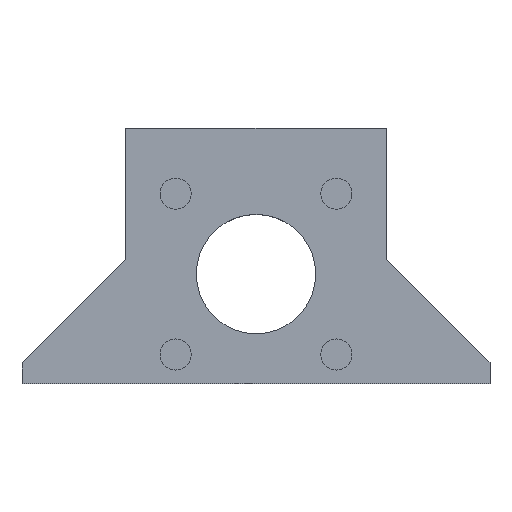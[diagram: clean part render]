
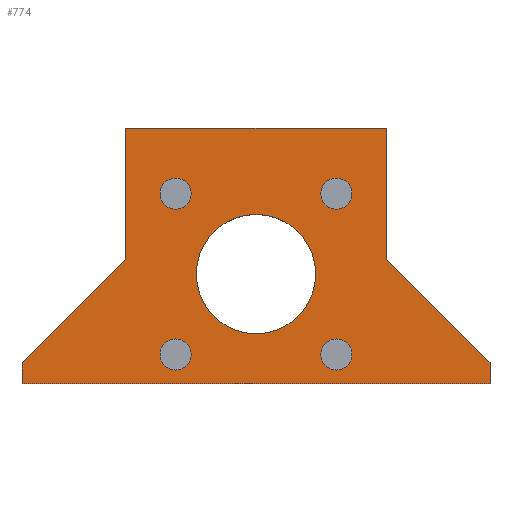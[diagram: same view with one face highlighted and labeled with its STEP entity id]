
A CAD part, top view. The second image highlights one B-rep face of the part: STEP entity #774.
In plain terms, the highlighted planar face has unit normal (0, 0, 1).
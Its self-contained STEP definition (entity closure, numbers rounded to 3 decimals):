
#32=FACE_BOUND('',#163,.T.);
#33=FACE_BOUND('',#164,.T.);
#34=FACE_BOUND('',#165,.T.);
#35=FACE_BOUND('',#166,.T.);
#36=FACE_BOUND('',#167,.T.);
#45=CIRCLE('',#810,11.5);
#62=CIRCLE('',#842,3.);
#64=CIRCLE('',#846,3.);
#66=CIRCLE('',#850,3.);
#68=CIRCLE('',#854,3.);
#111=FACE_OUTER_BOUND('',#162,.T.);
#162=EDGE_LOOP('',(#643,#644,#645,#646,#647,#648,#649,#650));
#163=EDGE_LOOP('',(#651));
#164=EDGE_LOOP('',(#652));
#165=EDGE_LOOP('',(#653));
#166=EDGE_LOOP('',(#654));
#167=EDGE_LOOP('',(#655));
#202=LINE('',#1139,#277);
#214=LINE('',#1166,#289);
#218=LINE('',#1175,#293);
#239=LINE('',#1275,#314);
#242=LINE('',#1281,#317);
#243=LINE('',#1284,#318);
#246=LINE('',#1289,#321);
#247=LINE('',#1290,#322);
#277=VECTOR('',#905,10.);
#289=VECTOR('',#927,10.);
#293=VECTOR('',#935,10.);
#314=VECTOR('',#1058,10.);
#317=VECTOR('',#1063,10.);
#318=VECTOR('',#1066,10.);
#321=VECTOR('',#1071,10.);
#322=VECTOR('',#1072,10.);
#347=VERTEX_POINT('',#1136);
#348=VERTEX_POINT('',#1138);
#358=VERTEX_POINT('',#1165);
#360=VERTEX_POINT('',#1173);
#361=VERTEX_POINT('',#1174);
#363=VERTEX_POINT('',#1183);
#380=VERTEX_POINT('',#1241);
#382=VERTEX_POINT('',#1248);
#384=VERTEX_POINT('',#1255);
#386=VERTEX_POINT('',#1262);
#389=VERTEX_POINT('',#1273);
#391=VERTEX_POINT('',#1279);
#392=VERTEX_POINT('',#1283);
#418=EDGE_CURVE('',#348,#347,#202,.T.);
#431=EDGE_CURVE('',#358,#347,#214,.T.);
#435=EDGE_CURVE('',#360,#361,#218,.T.);
#440=EDGE_CURVE('',#363,#363,#45,.T.);
#466=EDGE_CURVE('',#380,#380,#62,.T.);
#469=EDGE_CURVE('',#382,#382,#64,.T.);
#472=EDGE_CURVE('',#384,#384,#66,.T.);
#475=EDGE_CURVE('',#386,#386,#68,.T.);
#481=EDGE_CURVE('',#360,#389,#239,.T.);
#484=EDGE_CURVE('',#358,#391,#242,.T.);
#485=EDGE_CURVE('',#392,#361,#243,.T.);
#488=EDGE_CURVE('',#391,#392,#246,.T.);
#489=EDGE_CURVE('',#389,#348,#247,.T.);
#643=ORIENTED_EDGE('',*,*,#418,.T.);
#644=ORIENTED_EDGE('',*,*,#431,.F.);
#645=ORIENTED_EDGE('',*,*,#484,.T.);
#646=ORIENTED_EDGE('',*,*,#488,.T.);
#647=ORIENTED_EDGE('',*,*,#485,.T.);
#648=ORIENTED_EDGE('',*,*,#435,.F.);
#649=ORIENTED_EDGE('',*,*,#481,.T.);
#650=ORIENTED_EDGE('',*,*,#489,.T.);
#651=ORIENTED_EDGE('',*,*,#440,.T.);
#652=ORIENTED_EDGE('',*,*,#466,.T.);
#653=ORIENTED_EDGE('',*,*,#469,.T.);
#654=ORIENTED_EDGE('',*,*,#472,.T.);
#655=ORIENTED_EDGE('',*,*,#475,.T.);
#727=PLANE('',#861);
#774=ADVANCED_FACE('',(#111,#32,#33,#34,#35,#36),#727,.T.);
#810=AXIS2_PLACEMENT_3D('',#1184,#944,#945);
#842=AXIS2_PLACEMENT_3D('',#1242,#1017,#1018);
#846=AXIS2_PLACEMENT_3D('',#1249,#1026,#1027);
#850=AXIS2_PLACEMENT_3D('',#1256,#1035,#1036);
#854=AXIS2_PLACEMENT_3D('',#1263,#1044,#1045);
#861=AXIS2_PLACEMENT_3D('',#1288,#1069,#1070);
#905=DIRECTION('',(0.,-1.,0.));
#927=DIRECTION('',(0.707,0.707,0.));
#935=DIRECTION('',(0.707,-0.707,0.));
#944=DIRECTION('center_axis',(0.,0.,-1.));
#945=DIRECTION('ref_axis',(-1.,0.,0.));
#1017=DIRECTION('center_axis',(0.,0.,-1.));
#1018=DIRECTION('ref_axis',(-1.,0.,0.));
#1026=DIRECTION('center_axis',(0.,0.,-1.));
#1027=DIRECTION('ref_axis',(-1.,0.,0.));
#1035=DIRECTION('center_axis',(0.,0.,-1.));
#1036=DIRECTION('ref_axis',(-1.,0.,0.));
#1044=DIRECTION('center_axis',(0.,0.,-1.));
#1045=DIRECTION('ref_axis',(-1.,0.,0.));
#1058=DIRECTION('',(0.,1.,0.));
#1063=DIRECTION('',(0.,-1.,0.));
#1066=DIRECTION('',(0.,1.,0.));
#1069=DIRECTION('center_axis',(0.,0.,1.));
#1070=DIRECTION('ref_axis',(1.,0.,0.));
#1071=DIRECTION('',(1.,0.,0.));
#1072=DIRECTION('',(-1.,0.,0.));
#1136=CARTESIAN_POINT('',(-25.1,-0.6,20.));
#1138=CARTESIAN_POINT('',(-25.1,24.6,20.));
#1139=CARTESIAN_POINT('',(-25.1,12.3,20.));
#1165=CARTESIAN_POINT('',(-45.1,-20.6,20.));
#1166=CARTESIAN_POINT('',(-45.1,-20.6,20.));
#1173=CARTESIAN_POINT('',(25.1,-0.6,20.));
#1174=CARTESIAN_POINT('',(45.1,-20.6,20.));
#1175=CARTESIAN_POINT('',(25.1,-0.6,20.));
#1183=CARTESIAN_POINT('',(11.5,-3.5,20.));
#1184=CARTESIAN_POINT('Origin',(0.,-3.5,20.));
#1241=CARTESIAN_POINT('',(-12.5,12.,20.));
#1242=CARTESIAN_POINT('Origin',(-15.5,12.,20.));
#1248=CARTESIAN_POINT('',(18.5,-19.,20.));
#1249=CARTESIAN_POINT('Origin',(15.5,-19.,20.));
#1255=CARTESIAN_POINT('',(-12.5,-19.,20.));
#1256=CARTESIAN_POINT('Origin',(-15.5,-19.,20.));
#1262=CARTESIAN_POINT('',(18.5,12.,20.));
#1263=CARTESIAN_POINT('Origin',(15.5,12.,20.));
#1273=CARTESIAN_POINT('',(25.1,24.6,20.));
#1275=CARTESIAN_POINT('',(25.1,12.3,20.));
#1279=CARTESIAN_POINT('',(-45.1,-24.6,20.));
#1281=CARTESIAN_POINT('',(-45.1,-24.6,20.));
#1283=CARTESIAN_POINT('',(45.1,-24.6,20.));
#1284=CARTESIAN_POINT('',(45.1,24.6,20.));
#1288=CARTESIAN_POINT('Origin',(0.,0.,20.));
#1289=CARTESIAN_POINT('',(45.1,-24.6,20.));
#1290=CARTESIAN_POINT('',(-45.1,24.6,20.));
